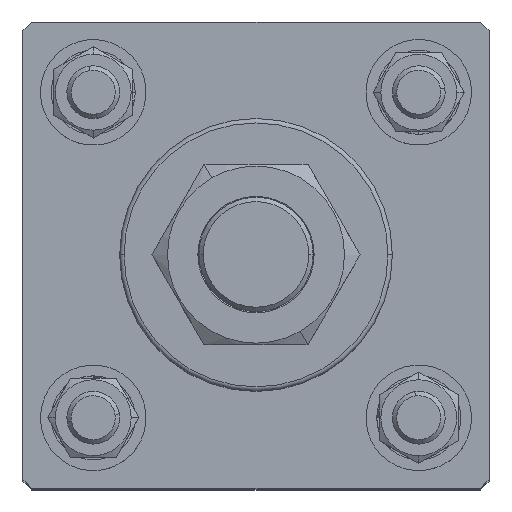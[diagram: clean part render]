
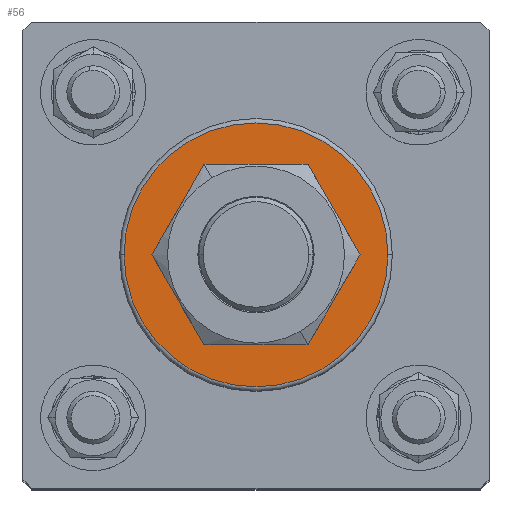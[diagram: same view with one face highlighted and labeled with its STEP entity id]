
A CAD part, top view. The second image highlights one B-rep face of the part: STEP entity #56.
In plain terms, the highlighted face is planar.
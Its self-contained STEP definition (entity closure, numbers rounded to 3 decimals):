
#56 = ADVANCED_FACE ( 'NONE', ( #4222, #4208 ), #6556, .T. ) ;
#364 = AXIS2_PLACEMENT_3D ( 'NONE', #4706, #4707, #4708 ) ;
#365 = AXIS2_PLACEMENT_3D ( 'NONE', #4701, #4702, #4703 ) ;
#387 = AXIS2_PLACEMENT_3D ( 'NONE', #4587, #4588, #4589 ) ;
#401 = AXIS2_PLACEMENT_3D ( 'NONE', #4448, #4449, #4450 ) ;
#649 = VERTEX_POINT ( 'NONE', #6099 ) ;
#655 = VERTEX_POINT ( 'NONE', #6123 ) ;
#660 = VERTEX_POINT ( 'NONE', #6094 ) ;
#714 = VERTEX_POINT ( 'NONE', #5527 ) ;
#1835 = ORIENTED_EDGE ( 'NONE', *, *, #3420, .T. ) ;
#1836 = ORIENTED_EDGE ( 'NONE', *, *, #3493, .T. ) ;
#1837 = ORIENTED_EDGE ( 'NONE', *, *, #3447, .T. ) ;
#1838 = ORIENTED_EDGE ( 'NONE', *, *, #3494, .T. ) ;
#3085 = AXIS2_PLACEMENT_3D ( 'NONE', #6566, #6538, #6560 ) ;
#3420 = EDGE_CURVE ( 'NONE', #660, #655, #4949, .T. ) ;
#3447 = EDGE_CURVE ( 'NONE', #714, #649, #4912, .T. ) ;
#3493 = EDGE_CURVE ( 'NONE', #655, #660, #4841, .T. ) ;
#3494 = EDGE_CURVE ( 'NONE', #649, #714, #4840, .T. ) ;
#4208 = FACE_OUTER_BOUND ( 'NONE', #6449, .T. ) ;
#4222 = FACE_BOUND ( 'NONE', #6451, .T. ) ;
#4448 = CARTESIAN_POINT ( 'NONE',  ( 0., 0., -50.5 ) ) ;
#4449 = DIRECTION ( 'NONE',  ( 0., 0., 1. ) ) ;
#4450 = DIRECTION ( 'NONE',  ( -1., 0., 0. ) ) ;
#4587 = CARTESIAN_POINT ( 'NONE',  ( 0., 0., -50.5 ) ) ;
#4588 = DIRECTION ( 'NONE',  ( 0., 0., -1. ) ) ;
#4589 = DIRECTION ( 'NONE',  ( -1., 0., 0. ) ) ;
#4701 = CARTESIAN_POINT ( 'NONE',  ( 0., 0., -50.5 ) ) ;
#4702 = DIRECTION ( 'NONE',  ( 0., 0., 1. ) ) ;
#4703 = DIRECTION ( 'NONE',  ( -1., 0., 0. ) ) ;
#4706 = CARTESIAN_POINT ( 'NONE',  ( 0., 0., -50.5 ) ) ;
#4707 = DIRECTION ( 'NONE',  ( 0., 0., -1. ) ) ;
#4708 = DIRECTION ( 'NONE',  ( -1., 0., 0. ) ) ;
#4840 = CIRCLE ( 'NONE', #364, 30. ) ;
#4841 = CIRCLE ( 'NONE', #365, 17. ) ;
#4912 = CIRCLE ( 'NONE', #387, 30. ) ;
#4949 = CIRCLE ( 'NONE', #401, 17. ) ;
#5527 = CARTESIAN_POINT ( 'NONE',  ( -30., 0., -50.5 ) ) ;
#6094 = CARTESIAN_POINT ( 'NONE',  ( -17., 0., -50.5 ) ) ;
#6099 = CARTESIAN_POINT ( 'NONE',  ( 30., 0., -50.5 ) ) ;
#6123 = CARTESIAN_POINT ( 'NONE',  ( 17., 0., -50.5 ) ) ;
#6449 = EDGE_LOOP ( 'NONE', ( #1837, #1838 ) ) ;
#6451 = EDGE_LOOP ( 'NONE', ( #1835, #1836 ) ) ;
#6538 = DIRECTION ( 'NONE',  ( 0., 0., -1. ) ) ;
#6556 = PLANE ( 'NONE',  #3085 ) ;
#6560 = DIRECTION ( 'NONE',  ( -1., 0., 0. ) ) ;
#6566 = CARTESIAN_POINT ( 'NONE',  ( 0., 0., -50.5 ) ) ;
